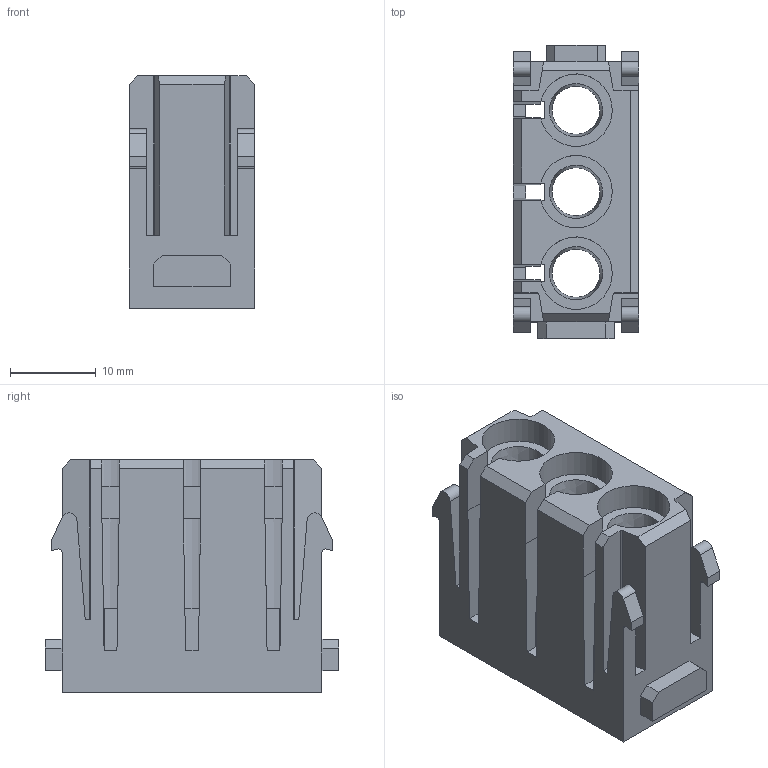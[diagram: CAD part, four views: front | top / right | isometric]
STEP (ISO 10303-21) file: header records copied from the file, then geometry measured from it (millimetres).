
FILE_DESCRIPTION(/* description */ (''),/* implementation_level */ '2;1');
FILE_NAME(/* name */ '100219144ugm000_d.stp',/* time_stamp */ '2017-09-28T17:23:03+02:00',/* author */ (''),/* organization */ (''),/* preprocessor_version */ 'ST-DEVELOPER v16',/* originating_system */ 'SIEMENS PLM Software NX 10.0',/* authorisation */ '');
FILE_SCHEMA (('AUTOMOTIVE_DESIGN { 1 0 10303 214 3 1 1 1 }'));
Length unit declared in the file: millimetre
Products named in the file (1): 100219144ugm000_d
Bounding box: 14.65 x 34.2 x 27.1 mm (x, y, z)
Volume: 5037.8 mm3; surface area: 6584.5 mm2
Topology: 1 solids, 1 shells, 161 faces, 602 edges, 545 vertices
Faces by surface type: plane 133, cylinder 25, bspline 3
Full cylindrical faces by diameter (mm): 5.6 x3
Entity records: 7008 total; most frequent: CARTESIAN_POINT 1568, ORIENTED_EDGE 1006, DIRECTION 967, EDGE_CURVE 503, LINE 503, VECTOR 503, VERTEX_POINT 362, AXIS2_PLACEMENT_3D 232
